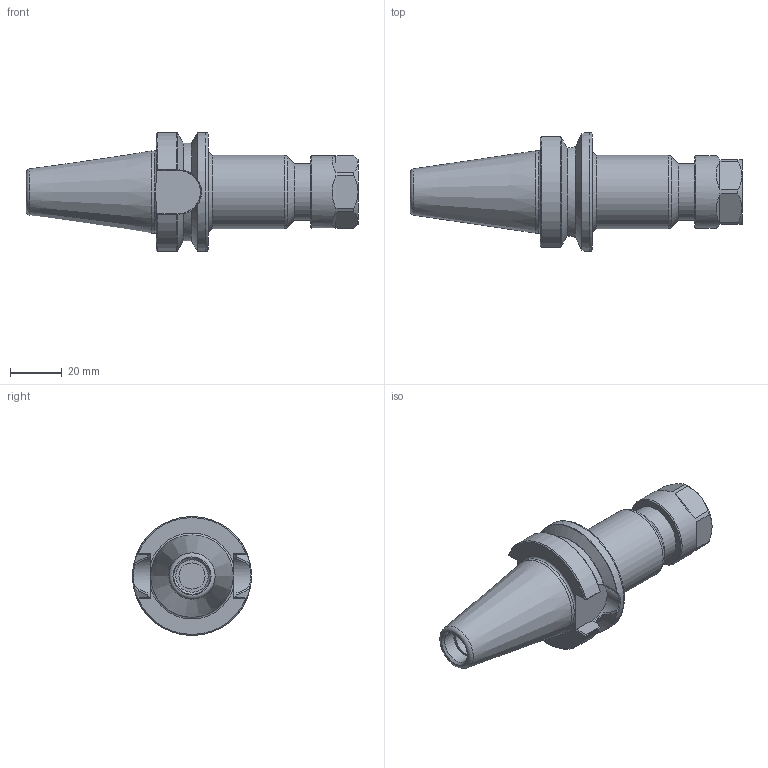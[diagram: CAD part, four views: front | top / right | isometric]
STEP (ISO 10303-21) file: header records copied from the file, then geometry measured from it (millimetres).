
FILE_DESCRIPTION(/* description */ (''),/* implementation_level */ '2;1');
FILE_NAME(/* name */ 'BT30-ER16-80-REV1.stp',/* time_stamp */ '2016-05-19T23:05:56-05:00',/* author */ ('Me'),/* organization */ (''),/* preprocessor_version */ 'ST-DEVELOPER v15.6',/* originating_system */ 'Autodesk Inventor 2015',/* authorisation */ '');
FILE_SCHEMA (('AUTOMOTIVE_DESIGN { 1 0 10303 214 3 1 1 }'));
Length unit declared in the file: inch
Products named in the file (1): BT30-ER16-80-REV1
Bounding box: 128.4 x 46 x 46 mm (x, y, z)
Volume: 82305.6 mm3; surface area: 16659.9 mm2
Topology: 1 solids, 1 shells, 108 faces, 303 edges, 201 vertices
Faces by surface type: plane 40, bspline 26, cone 16, torus 13, cylinder 13
Full cylindrical faces by diameter (mm): 10.109 x1, 12.5 x1, 22 x1, 28 x1, 28.321 x1, 31.75 x1, 46 x1
Entity records: 4327 total; most frequent: CARTESIAN_POINT 1815, ORIENTED_EDGE 566, DIRECTION 376, EDGE_CURVE 283, VERTEX_POINT 197, AXIS2_PLACEMENT_3D 156, B_SPLINE_CURVE_WITH_KNOTS 130, EDGE_LOOP 128
